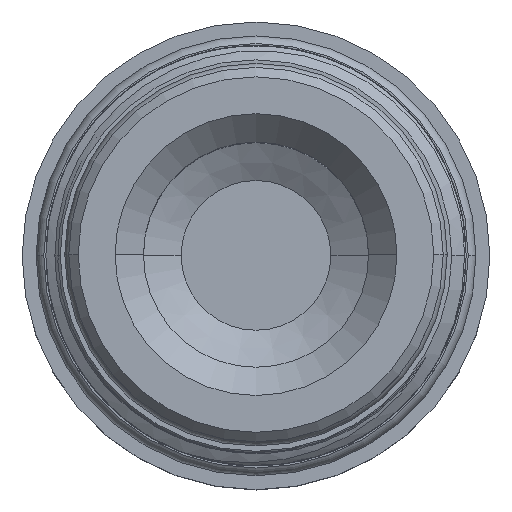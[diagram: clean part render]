
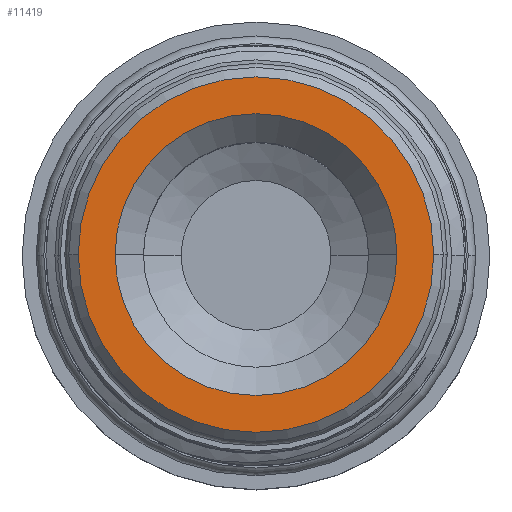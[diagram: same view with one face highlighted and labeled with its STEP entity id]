
A CAD part, top view. The second image highlights one B-rep face of the part: STEP entity #11419.
In plain terms, the highlighted planar face has unit normal (0, 0, 1).
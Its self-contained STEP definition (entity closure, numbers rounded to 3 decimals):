
#4388 = DIRECTION ( 'NONE',  ( 0., 0., 1. ) ) ;
#4477 = CARTESIAN_POINT ( 'NONE',  ( -15.075, 0., 121.242 ) ) ;
#6615 = CARTESIAN_POINT ( 'NONE',  ( 0., 0., 121.242 ) ) ;
#7656 = CIRCLE ( 'NONE', #35149, 11.95 ) ;
#8142 = DIRECTION ( 'NONE',  ( -1., 0., 0. ) ) ;
#9908 = CIRCLE ( 'NONE', #29509, 15.075 ) ;
#11419 = ADVANCED_FACE ( 'NONE', ( #23951, #22582 ), #40826, .F. ) ;
#11965 = DIRECTION ( 'NONE',  ( -1., 0., 0. ) ) ;
#12844 = DIRECTION ( 'NONE',  ( 0., 0., 1. ) ) ;
#13129 = DIRECTION ( 'NONE',  ( -1., 0., 0. ) ) ;
#15159 = VERTEX_POINT ( 'NONE', #4477 ) ;
#17555 = EDGE_CURVE ( 'NONE', #15159, #45120, #9908, .T. ) ;
#18629 = AXIS2_PLACEMENT_3D ( 'NONE', #56413, #12844, #25397 ) ;
#20696 = CARTESIAN_POINT ( 'NONE',  ( -11.95, 0., 121.242 ) ) ;
#20873 = CARTESIAN_POINT ( 'NONE',  ( 0., 0., 121.242 ) ) ;
#21232 = DIRECTION ( 'NONE',  ( 0., 0., -1. ) ) ;
#22484 = EDGE_CURVE ( 'NONE', #27607, #54768, #7656, .T. ) ;
#22582 = FACE_BOUND ( 'NONE', #51115, .T. ) ;
#23653 = AXIS2_PLACEMENT_3D ( 'NONE', #20873, #21232, #8142 ) ;
#23951 = FACE_OUTER_BOUND ( 'NONE', #54097, .T. ) ;
#25397 = DIRECTION ( 'NONE',  ( -1., 0., 0. ) ) ;
#27607 = VERTEX_POINT ( 'NONE', #41428 ) ;
#29444 = DIRECTION ( 'NONE',  ( 0., 0., -1. ) ) ;
#29509 = AXIS2_PLACEMENT_3D ( 'NONE', #38833, #4388, #13129 ) ;
#29726 = CIRCLE ( 'NONE', #23653, 11.95 ) ;
#35149 = AXIS2_PLACEMENT_3D ( 'NONE', #38221, #29444, #11965 ) ;
#36429 = CARTESIAN_POINT ( 'NONE',  ( 15.075, 0., 121.242 ) ) ;
#36896 = ORIENTED_EDGE ( 'NONE', *, *, #37255, .T. ) ;
#37240 = DIRECTION ( 'NONE',  ( 0., 0., -1. ) ) ;
#37255 = EDGE_CURVE ( 'NONE', #54768, #27607, #29726, .T. ) ;
#37607 = ORIENTED_EDGE ( 'NONE', *, *, #41127, .T. ) ;
#38221 = CARTESIAN_POINT ( 'NONE',  ( 0., 0., 121.242 ) ) ;
#38833 = CARTESIAN_POINT ( 'NONE',  ( 0., 0., 121.242 ) ) ;
#40826 = PLANE ( 'NONE',  #47353 ) ;
#41127 = EDGE_CURVE ( 'NONE', #45120, #15159, #41810, .T. ) ;
#41428 = CARTESIAN_POINT ( 'NONE',  ( 11.95, 0., 121.242 ) ) ;
#41810 = CIRCLE ( 'NONE', #18629, 15.075 ) ;
#45120 = VERTEX_POINT ( 'NONE', #36429 ) ;
#46971 = ORIENTED_EDGE ( 'NONE', *, *, #17555, .T. ) ;
#47353 = AXIS2_PLACEMENT_3D ( 'NONE', #6615, #37240, #49420 ) ;
#49420 = DIRECTION ( 'NONE',  ( -1., 0., 0. ) ) ;
#50739 = ORIENTED_EDGE ( 'NONE', *, *, #22484, .T. ) ;
#51115 = EDGE_LOOP ( 'NONE', ( #50739, #36896 ) ) ;
#54097 = EDGE_LOOP ( 'NONE', ( #46971, #37607 ) ) ;
#54768 = VERTEX_POINT ( 'NONE', #20696 ) ;
#56413 = CARTESIAN_POINT ( 'NONE',  ( 0., 0., 121.242 ) ) ;
